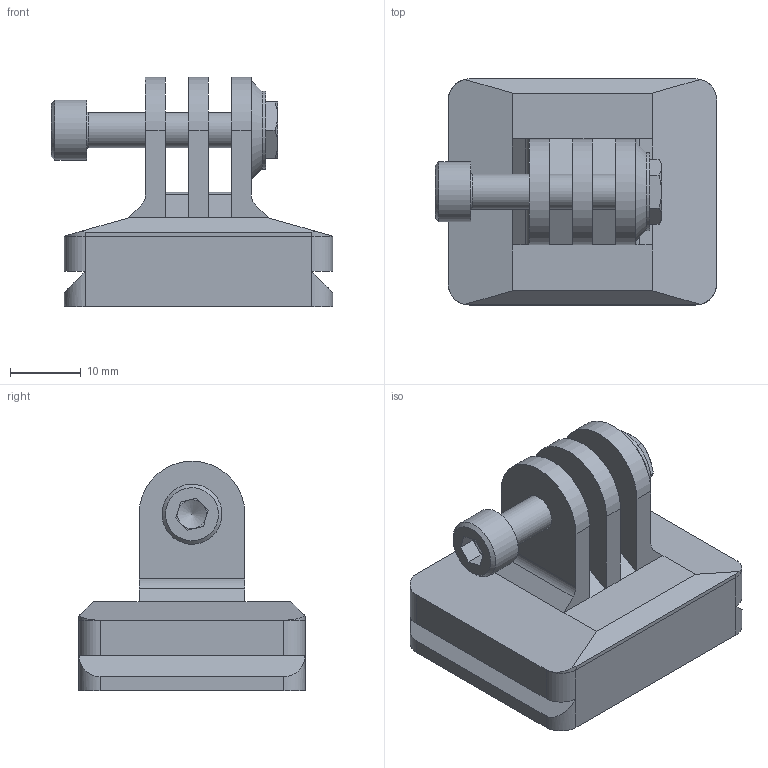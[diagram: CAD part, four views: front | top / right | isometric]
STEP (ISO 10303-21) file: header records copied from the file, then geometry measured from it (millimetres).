
FILE_DESCRIPTION(/* description */ (''),/* implementation_level */ '2;1');
FILE_NAME(/* name */ 'GoPro mount for Benro.step',/* time_stamp */ '2022-11-13T10:44:11+01:00',/* author */ (''),/* organization */ (''),/* preprocessor_version */ 'ST-DEVELOPER v19.2',/* originating_system */ 'Autodesk Translation Framework v11.17.0.187',/* authorisation */ '');
FILE_SCHEMA (('AUTOMOTIVE_DESIGN { 1 0 10303 214 3 1 1 }'));
Length unit declared in the file: millimetre
Products named in the file (5): GoPro or Osmo action mounting; Component1; Component2; socket head cap screw_am_B18.3.1M - 5 x 0.8 x 25 Hex SHCS -- 25NHX; hex nut style 2_am_B18.2.4.2M - Hex nut, Style 2,  M5 x 0.8 --D-N
Assembly tree (4 placements, depth 2):
  GoPro or Osmo action mounting
    Component1
    Component2
    socket head cap screw_am_B18.3.1M - 5 x 0.8 x 25 Hex SHCS -- 25NHX
    hex nut style 2_am_B18.2.4.2M - Hex nut, Style 2,  M5 x 0.8 --D-N
Bounding box: 39.83 x 32 x 32.5 mm (x, y, z)
Volume: 13946.3 mm3; surface area: 9849.1 mm2
Topology: 4 solids, 4 shells, 141 faces, 346 edges, 217 vertices
Faces by surface type: plane 89, cylinder 33, cone 18, torus 1
Full cylindrical faces by diameter (mm): 4.2 x1, 5 x2, 5.3 x3, 8.5 x1, 11 x1
Entity records: 4268 total; most frequent: CARTESIAN_POINT 760, DIRECTION 720, ORIENTED_EDGE 690, EDGE_CURVE 345, AXIS2_PLACEMENT_3D 249, LINE 222, VECTOR 222, VERTEX_POINT 217
